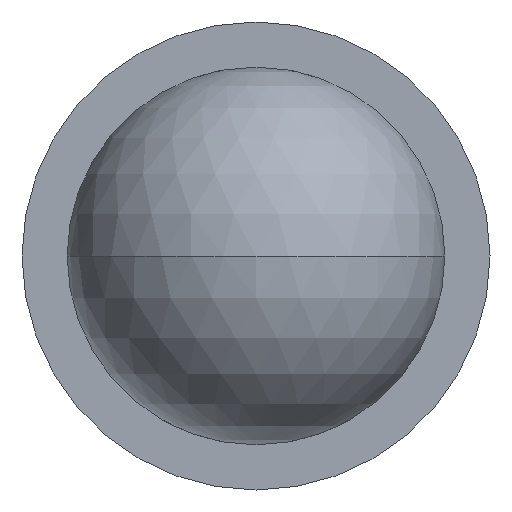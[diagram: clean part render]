
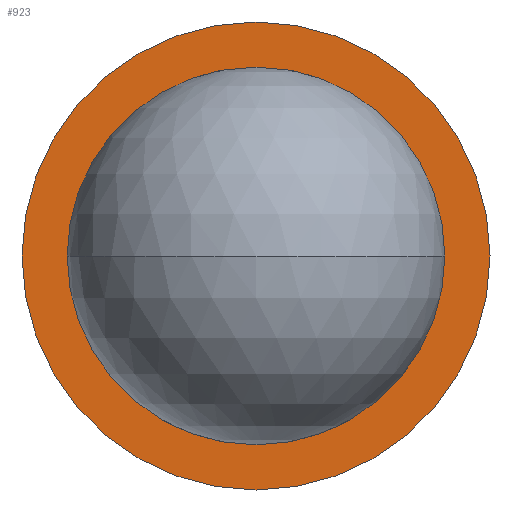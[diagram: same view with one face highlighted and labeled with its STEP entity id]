
A CAD part, left-side view. The second image highlights one B-rep face of the part: STEP entity #923.
In plain terms, the highlighted planar face has unit normal (-1, 0, 0).
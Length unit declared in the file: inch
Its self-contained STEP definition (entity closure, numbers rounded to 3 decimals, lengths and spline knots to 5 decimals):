
#27 = CARTESIAN_POINT ( 'NONE',  ( 0., 0., 0. ) ) ;
#44 = DIRECTION ( 'NONE',  ( 0., 1., 0. ) ) ;
#56 = CARTESIAN_POINT ( 'NONE',  ( 0., 0., 0. ) ) ;
#64 = DIRECTION ( 'NONE',  ( 1., 0., 0. ) ) ;
#65 = CARTESIAN_POINT ( 'NONE',  ( 0., 0., 0. ) ) ;
#68 = DIRECTION ( 'NONE',  ( 1., 0., 0. ) ) ;
#72 = DIRECTION ( 'NONE',  ( 0., 0., 1. ) ) ;
#104 = VERTEX_POINT ( 'NONE', #748 ) ;
#111 = CARTESIAN_POINT ( 'NONE',  ( 0., 0., 0.023 ) ) ;
#116 = EDGE_CURVE ( 'NONE', #424, #845, #795, .T. ) ;
#124 = EDGE_CURVE ( 'NONE', #619, #104, #803, .T. ) ;
#148 = DIRECTION ( 'NONE',  ( 0., 1., 0. ) ) ;
#156 = FACE_OUTER_BOUND ( 'NONE', #385, .T. ) ;
#272 = CARTESIAN_POINT ( 'NONE',  ( 0., 0., 0.0285 ) ) ;
#294 = AXIS2_PLACEMENT_3D ( 'NONE', #65, #68, #72 ) ;
#336 = FACE_BOUND ( 'NONE', #820, .T. ) ;
#362 = EDGE_CURVE ( 'NONE', #104, #619, #575, .T. ) ;
#385 = EDGE_LOOP ( 'NONE', ( #958, #915 ) ) ;
#403 = DIRECTION ( 'NONE',  ( 0., 0., 1. ) ) ;
#420 = CARTESIAN_POINT ( 'NONE',  ( 0., 0., 0. ) ) ;
#424 = VERTEX_POINT ( 'NONE', #111 ) ;
#432 = EDGE_CURVE ( 'NONE', #845, #424, #703, .T. ) ;
#518 = DIRECTION ( 'NONE',  ( -1., 0., 0. ) ) ;
#575 = CIRCLE ( 'NONE', #294, 0.0285 ) ;
#600 = AXIS2_PLACEMENT_3D ( 'NONE', #27, #940, #44 ) ;
#604 = AXIS2_PLACEMENT_3D ( 'NONE', #733, #735, #737 ) ;
#619 = VERTEX_POINT ( 'NONE', #272 ) ;
#703 = CIRCLE ( 'NONE', #883, 0.023 ) ;
#711 = PLANE ( 'NONE',  #604 ) ;
#733 = CARTESIAN_POINT ( 'NONE',  ( 0., -0.026, 0. ) ) ;
#735 = DIRECTION ( 'NONE',  ( 1., 0., 0. ) ) ;
#737 = DIRECTION ( 'NONE',  ( 0., 0., 1. ) ) ;
#748 = CARTESIAN_POINT ( 'NONE',  ( 0., 0., -0.0285 ) ) ;
#780 = AXIS2_PLACEMENT_3D ( 'NONE', #56, #64, #403 ) ;
#795 = CIRCLE ( 'NONE', #600, 0.023 ) ;
#803 = CIRCLE ( 'NONE', #780, 0.0285 ) ;
#820 = EDGE_LOOP ( 'NONE', ( #931, #943 ) ) ;
#845 = VERTEX_POINT ( 'NONE', #889 ) ;
#883 = AXIS2_PLACEMENT_3D ( 'NONE', #420, #518, #148 ) ;
#889 = CARTESIAN_POINT ( 'NONE',  ( 0., 0., -0.023 ) ) ;
#915 = ORIENTED_EDGE ( 'NONE', *, *, #362, .F. ) ;
#923 = ADVANCED_FACE ( 'NONE', ( #336, #156 ), #711, .F. ) ;
#931 = ORIENTED_EDGE ( 'NONE', *, *, #116, .F. ) ;
#940 = DIRECTION ( 'NONE',  ( -1., 0., 0. ) ) ;
#943 = ORIENTED_EDGE ( 'NONE', *, *, #432, .F. ) ;
#958 = ORIENTED_EDGE ( 'NONE', *, *, #124, .F. ) ;
